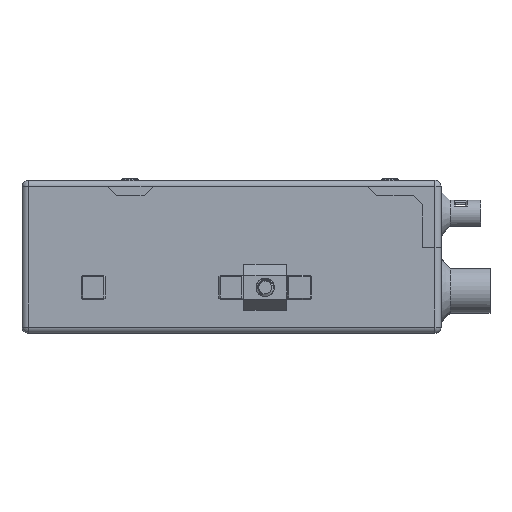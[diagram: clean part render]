
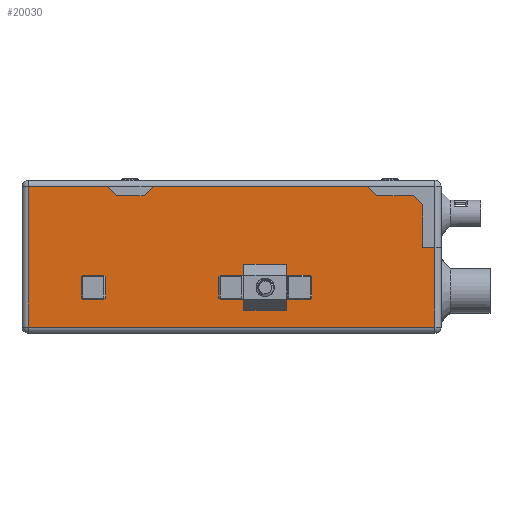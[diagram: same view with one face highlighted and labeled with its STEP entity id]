
A CAD part, front view. The second image highlights one B-rep face of the part: STEP entity #20030.
In plain terms, the highlighted planar face has unit normal (0, -1, 0).
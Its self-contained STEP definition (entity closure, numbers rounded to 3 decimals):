
#769=FACE_BOUND('',#2849,.T.);
#770=FACE_BOUND('',#2850,.T.);
#1710=FACE_OUTER_BOUND('',#2848,.T.);
#2848=EDGE_LOOP('',(#15333,#15334,#15335,#15336,#15337,#15338,#15339,#15340,
#15341,#15342,#15343,#15344,#15345));
#2849=EDGE_LOOP('',(#15346,#15347,#15348,#15349,#15350,#15351,#15352,#15353));
#2850=EDGE_LOOP('',(#15354,#15355,#15356,#15357,#15358,#15359,#15360,#15361));
#3788=LINE('',#40400,#6042);
#3789=LINE('',#40403,#6043);
#3792=LINE('',#40408,#6046);
#3793=LINE('',#40411,#6047);
#3795=LINE('',#40415,#6049);
#3797=LINE('',#40419,#6051);
#3799=LINE('',#40423,#6053);
#3801=LINE('',#40426,#6055);
#3805=LINE('',#40435,#6059);
#3809=LINE('',#40444,#6063);
#3810=LINE('',#40447,#6064);
#3824=LINE('',#40473,#6078);
#3832=LINE('',#40489,#6086);
#3833=LINE('',#40492,#6087);
#3835=LINE('',#40496,#6089);
#3837=LINE('',#40499,#6091);
#4011=LINE('',#41338,#6265);
#4106=LINE('',#41602,#6360);
#4454=LINE('',#42350,#6708);
#4590=LINE('',#42662,#6844);
#4592=LINE('',#42678,#6846);
#4594=LINE('',#42682,#6848);
#4595=LINE('',#42683,#6849);
#4596=LINE('',#42685,#6850);
#4597=LINE('',#42686,#6851);
#4598=LINE('',#42688,#6852);
#4599=LINE('',#42690,#6853);
#4600=LINE('',#42691,#6854);
#4601=LINE('',#42692,#6855);
#6042=VECTOR('',#22766,10.);
#6043=VECTOR('',#22769,10.);
#6046=VECTOR('',#22774,10.);
#6047=VECTOR('',#22777,10.);
#6049=VECTOR('',#22781,10.);
#6051=VECTOR('',#22785,10.);
#6053=VECTOR('',#22789,10.);
#6055=VECTOR('',#22793,10.);
#6059=VECTOR('',#22799,10.);
#6063=VECTOR('',#22805,10.);
#6064=VECTOR('',#22808,10.);
#6078=VECTOR('',#22832,10.);
#6086=VECTOR('',#22852,10.);
#6087=VECTOR('',#22855,10.);
#6089=VECTOR('',#22859,10.);
#6091=VECTOR('',#22863,10.);
#6265=VECTOR('',#23255,10.);
#6360=VECTOR('',#23482,10.);
#6708=VECTOR('',#24154,10.);
#6844=VECTOR('',#24438,10.);
#6846=VECTOR('',#24462,10.);
#6848=VECTOR('',#24466,10.);
#6849=VECTOR('',#24467,10.);
#6850=VECTOR('',#24468,10.);
#6851=VECTOR('',#24469,10.);
#6852=VECTOR('',#24470,10.);
#6853=VECTOR('',#24471,10.);
#6854=VECTOR('',#24472,10.);
#6855=VECTOR('',#24473,10.);
#8366=VERTEX_POINT('',#40396);
#8367=VERTEX_POINT('',#40398);
#8368=VERTEX_POINT('',#40402);
#8369=VERTEX_POINT('',#40406);
#8370=VERTEX_POINT('',#40410);
#8371=VERTEX_POINT('',#40414);
#8372=VERTEX_POINT('',#40418);
#8373=VERTEX_POINT('',#40422);
#8375=VERTEX_POINT('',#40429);
#8377=VERTEX_POINT('',#40433);
#8378=VERTEX_POINT('',#40437);
#8381=VERTEX_POINT('',#40442);
#8382=VERTEX_POINT('',#40446);
#8389=VERTEX_POINT('',#40471);
#8392=VERTEX_POINT('',#40491);
#8393=VERTEX_POINT('',#40495);
#8566=VERTEX_POINT('',#41335);
#8567=VERTEX_POINT('',#41337);
#8657=VERTEX_POINT('',#41599);
#8658=VERTEX_POINT('',#41601);
#8895=VERTEX_POINT('',#42347);
#8896=VERTEX_POINT('',#42349);
#8989=VERTEX_POINT('',#42658);
#8990=VERTEX_POINT('',#42660);
#8993=VERTEX_POINT('',#42677);
#8994=VERTEX_POINT('',#42681);
#8995=VERTEX_POINT('',#42684);
#8996=VERTEX_POINT('',#42687);
#8997=VERTEX_POINT('',#42689);
#10386=EDGE_CURVE('',#8366,#8367,#3788,.T.);
#10387=EDGE_CURVE('',#8368,#8366,#3789,.T.);
#10390=EDGE_CURVE('',#8369,#8368,#3792,.T.);
#10391=EDGE_CURVE('',#8370,#8369,#3793,.T.);
#10393=EDGE_CURVE('',#8371,#8370,#3795,.T.);
#10395=EDGE_CURVE('',#8372,#8371,#3797,.T.);
#10397=EDGE_CURVE('',#8373,#8372,#3799,.T.);
#10399=EDGE_CURVE('',#8367,#8373,#3801,.T.);
#10403=EDGE_CURVE('',#8375,#8377,#3805,.T.);
#10407=EDGE_CURVE('',#8378,#8381,#3809,.T.);
#10408=EDGE_CURVE('',#8382,#8378,#3810,.T.);
#10422=EDGE_CURVE('',#8381,#8389,#3824,.T.);
#10430=EDGE_CURVE('',#8389,#8375,#3832,.T.);
#10431=EDGE_CURVE('',#8392,#8382,#3833,.T.);
#10433=EDGE_CURVE('',#8393,#8392,#3835,.T.);
#10435=EDGE_CURVE('',#8377,#8393,#3837,.T.);
#10686=EDGE_CURVE('',#8567,#8566,#4011,.T.);
#10814=EDGE_CURVE('',#8658,#8657,#4106,.T.);
#11189=EDGE_CURVE('',#8896,#8895,#4454,.T.);
#11344=EDGE_CURVE('',#8990,#8989,#4590,.T.);
#11352=EDGE_CURVE('',#8989,#8993,#4592,.T.);
#11354=EDGE_CURVE('',#8994,#8990,#4594,.T.);
#11355=EDGE_CURVE('',#8567,#8994,#4595,.T.);
#11356=EDGE_CURVE('',#8566,#8995,#4596,.T.);
#11357=EDGE_CURVE('',#8896,#8995,#4597,.T.);
#11358=EDGE_CURVE('',#8996,#8895,#4598,.T.);
#11359=EDGE_CURVE('',#8997,#8996,#4599,.T.);
#11360=EDGE_CURVE('',#8658,#8997,#4600,.T.);
#11361=EDGE_CURVE('',#8993,#8657,#4601,.T.);
#15333=ORIENTED_EDGE('',*,*,#11344,.F.);
#15334=ORIENTED_EDGE('',*,*,#11354,.F.);
#15335=ORIENTED_EDGE('',*,*,#11355,.F.);
#15336=ORIENTED_EDGE('',*,*,#10686,.T.);
#15337=ORIENTED_EDGE('',*,*,#11356,.T.);
#15338=ORIENTED_EDGE('',*,*,#11357,.F.);
#15339=ORIENTED_EDGE('',*,*,#11189,.T.);
#15340=ORIENTED_EDGE('',*,*,#11358,.F.);
#15341=ORIENTED_EDGE('',*,*,#11359,.F.);
#15342=ORIENTED_EDGE('',*,*,#11360,.F.);
#15343=ORIENTED_EDGE('',*,*,#10814,.T.);
#15344=ORIENTED_EDGE('',*,*,#11361,.F.);
#15345=ORIENTED_EDGE('',*,*,#11352,.F.);
#15346=ORIENTED_EDGE('',*,*,#10386,.T.);
#15347=ORIENTED_EDGE('',*,*,#10399,.T.);
#15348=ORIENTED_EDGE('',*,*,#10397,.T.);
#15349=ORIENTED_EDGE('',*,*,#10395,.T.);
#15350=ORIENTED_EDGE('',*,*,#10393,.T.);
#15351=ORIENTED_EDGE('',*,*,#10391,.T.);
#15352=ORIENTED_EDGE('',*,*,#10390,.T.);
#15353=ORIENTED_EDGE('',*,*,#10387,.T.);
#15354=ORIENTED_EDGE('',*,*,#10407,.T.);
#15355=ORIENTED_EDGE('',*,*,#10422,.T.);
#15356=ORIENTED_EDGE('',*,*,#10430,.T.);
#15357=ORIENTED_EDGE('',*,*,#10403,.T.);
#15358=ORIENTED_EDGE('',*,*,#10435,.T.);
#15359=ORIENTED_EDGE('',*,*,#10433,.T.);
#15360=ORIENTED_EDGE('',*,*,#10431,.T.);
#15361=ORIENTED_EDGE('',*,*,#10408,.T.);
#19067=PLANE('',#21356);
#20030=ADVANCED_FACE('',(#1710,#769,#770),#19067,.T.);
#21356=AXIS2_PLACEMENT_3D('',#42680,#24464,#24465);
#22766=DIRECTION('',(0.,0.,-1.));
#22769=DIRECTION('',(0.707,0.,-0.707));
#22774=DIRECTION('',(1.,0.,0.));
#22777=DIRECTION('',(0.707,0.,0.707));
#22781=DIRECTION('',(0.,0.,1.));
#22785=DIRECTION('',(-0.707,0.,0.707));
#22789=DIRECTION('',(-1.,0.,0.));
#22793=DIRECTION('',(-0.707,0.,-0.707));
#22799=DIRECTION('',(-1.,0.,0.));
#22805=DIRECTION('',(0.707,0.,-0.707));
#22808=DIRECTION('',(1.,0.,0.));
#22832=DIRECTION('',(0.,0.,-1.));
#22852=DIRECTION('',(-0.707,0.,-0.707));
#22855=DIRECTION('',(0.707,0.,0.707));
#22859=DIRECTION('',(0.,0.,1.));
#22863=DIRECTION('',(-0.707,0.,0.707));
#23255=DIRECTION('',(-1.,0.,0.));
#23482=DIRECTION('',(-1.,0.,0.));
#24154=DIRECTION('',(-1.,0.,0.));
#24438=DIRECTION('',(0.,0.,1.));
#24462=DIRECTION('',(1.,0.,0.));
#24464=DIRECTION('center_axis',(0.,-1.,0.));
#24465=DIRECTION('ref_axis',(0.,0.,-1.));
#24466=DIRECTION('',(-1.,0.,0.));
#24467=DIRECTION('',(0.,0.,-1.));
#24468=DIRECTION('',(0.,0.,1.));
#24469=DIRECTION('',(0.707,0.,-0.707));
#24470=DIRECTION('',(0.707,0.,-0.707));
#24471=DIRECTION('',(1.,0.,0.));
#24472=DIRECTION('',(0.707,0.,0.707));
#24473=DIRECTION('',(0.707,0.,-0.707));
#40396=CARTESIAN_POINT('',(-117.854,-2.034,19.5));
#40398=CARTESIAN_POINT('',(-117.854,-2.034,12.5));
#40400=CARTESIAN_POINT('',(-117.854,-2.034,13.5));
#40402=CARTESIAN_POINT('',(-118.354,-2.034,20.));
#40403=CARTESIAN_POINT('',(-121.306,-2.034,22.952));
#40406=CARTESIAN_POINT('',(-147.754,-2.034,20.));
#40408=CARTESIAN_POINT('',(-126.757,-2.034,20.));
#40410=CARTESIAN_POINT('',(-148.254,-2.034,19.5));
#40411=CARTESIAN_POINT('',(-146.106,-2.034,21.649));
#40414=CARTESIAN_POINT('',(-148.254,-2.034,12.5));
#40415=CARTESIAN_POINT('',(-148.254,-2.034,17.5));
#40418=CARTESIAN_POINT('',(-147.754,-2.034,12.));
#40419=CARTESIAN_POINT('',(-145.606,-2.034,9.852));
#40422=CARTESIAN_POINT('',(-118.354,-2.034,12.));
#40423=CARTESIAN_POINT('',(-130.757,-2.034,12.));
#40426=CARTESIAN_POINT('',(-121.806,-2.034,8.549));
#40429=CARTESIAN_POINT('',(-185.754,-2.034,12.));
#40433=CARTESIAN_POINT('',(-192.754,-2.034,12.));
#40435=CARTESIAN_POINT('',(-153.257,-2.034,12.));
#40437=CARTESIAN_POINT('',(-185.754,-2.034,20.));
#40442=CARTESIAN_POINT('',(-185.254,-2.034,19.5));
#40444=CARTESIAN_POINT('',(-171.856,-2.034,6.102));
#40446=CARTESIAN_POINT('',(-192.754,-2.034,20.));
#40447=CARTESIAN_POINT('',(-149.257,-2.034,20.));
#40471=CARTESIAN_POINT('',(-185.254,-2.034,12.5));
#40473=CARTESIAN_POINT('',(-185.254,-2.034,13.5));
#40489=CARTESIAN_POINT('',(-172.356,-2.034,25.399));
#40491=CARTESIAN_POINT('',(-193.254,-2.034,19.5));
#40492=CARTESIAN_POINT('',(-179.856,-2.034,32.899));
#40495=CARTESIAN_POINT('',(-193.254,-2.034,12.5));
#40496=CARTESIAN_POINT('',(-193.254,-2.034,17.5));
#40499=CARTESIAN_POINT('',(-179.356,-2.034,-1.398));
#41335=CARTESIAN_POINT('',(-81.555,-2.034,29.));
#41337=CARTESIAN_POINT('',(-77.555,-2.034,29.));
#41338=CARTESIAN_POINT('',(-108.608,-2.034,29.));
#41599=CARTESIAN_POINT('',(-181.649,-2.034,46.));
#41601=CARTESIAN_POINT('',(-172.649,-2.034,46.));
#41602=CARTESIAN_POINT('',(-156.405,-2.034,46.));
#42347=CARTESIAN_POINT('',(-96.649,-2.034,46.));
#42349=CARTESIAN_POINT('',(-84.555,-2.034,46.));
#42350=CARTESIAN_POINT('',(-154.358,-2.034,46.));
#42658=CARTESIAN_POINT('',(-210.555,-2.034,49.));
#42660=CARTESIAN_POINT('',(-210.555,-2.034,3.));
#42662=CARTESIAN_POINT('',(-210.555,-2.034,9.5));
#42677=CARTESIAN_POINT('',(-184.649,-2.034,49.));
#42678=CARTESIAN_POINT('',(-194.767,-2.034,49.));
#42680=CARTESIAN_POINT('Origin',(-135.661,-2.034,15.));
#42681=CARTESIAN_POINT('',(-77.555,-2.034,3.));
#42682=CARTESIAN_POINT('',(-98.115,-2.034,3.));
#42683=CARTESIAN_POINT('',(-77.555,-2.034,9.5));
#42684=CARTESIAN_POINT('',(-81.555,-2.034,43.));
#42685=CARTESIAN_POINT('',(-81.555,-2.034,48.));
#42686=CARTESIAN_POINT('',(-88.831,-2.034,50.277));
#42687=CARTESIAN_POINT('',(-99.649,-2.034,49.));
#42688=CARTESIAN_POINT('',(-99.402,-2.034,48.753));
#42689=CARTESIAN_POINT('',(-169.649,-2.034,49.));
#42690=CARTESIAN_POINT('',(-194.767,-2.034,49.));
#42691=CARTESIAN_POINT('',(-170.402,-2.034,48.247));
#42692=CARTESIAN_POINT('',(-163.152,-2.034,27.503));
